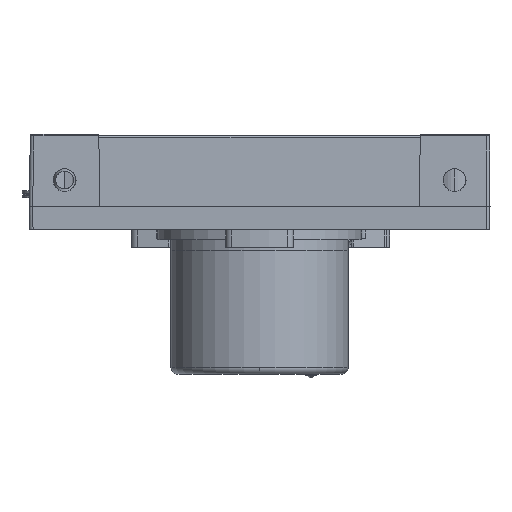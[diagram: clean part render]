
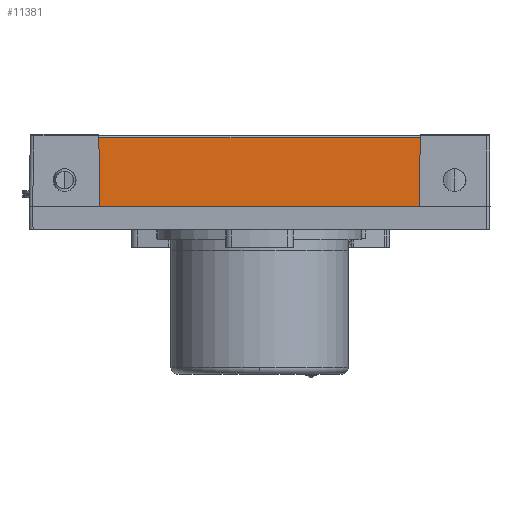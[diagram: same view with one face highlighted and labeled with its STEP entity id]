
A CAD part, left-side view. The second image highlights one B-rep face of the part: STEP entity #11381.
In plain terms, the highlighted planar face has unit normal (-1, 0, 0.018).
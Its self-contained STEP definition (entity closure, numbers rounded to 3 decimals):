
#741 = LINE ( 'NONE', #9906, #18877 ) ;
#1658 = AXIS2_PLACEMENT_3D ( 'NONE', #17386, #20614, #3901 ) ;
#2118 = ORIENTED_EDGE ( 'NONE', *, *, #13127, .T. ) ;
#2513 = PLANE ( 'NONE',  #1658 ) ;
#3901 = DIRECTION ( 'NONE',  ( 0.017, 0., 1. ) ) ;
#4422 = LINE ( 'NONE', #4616, #11430 ) ;
#4616 = CARTESIAN_POINT ( 'NONE',  ( -64.5, 0., -20. ) ) ;
#5043 = CARTESIAN_POINT ( 'NONE',  ( -64.5, 45., -20. ) ) ;
#5789 = EDGE_CURVE ( 'NONE', #11306, #12344, #6651, .T. ) ;
#6651 = LINE ( 'NONE', #13591, #14429 ) ;
#9211 = EDGE_LOOP ( 'NONE', ( #19561, #13253, #2118, #10111 ) ) ;
#9641 = FACE_OUTER_BOUND ( 'NONE', #9211, .T. ) ;
#9906 = CARTESIAN_POINT ( 'NONE',  ( -64.514, 44.986, -20.785 ) ) ;
#10111 = ORIENTED_EDGE ( 'NONE', *, *, #21419, .T. ) ;
#10688 = DIRECTION ( 'NONE',  ( 0., 1., 0. ) ) ;
#11264 = VECTOR ( 'NONE', #10688, 1000. ) ;
#11306 = VERTEX_POINT ( 'NONE', #15176 ) ;
#11381 = ADVANCED_FACE ( 'NONE', ( #9641 ), #2513, .T. ) ;
#11430 = VECTOR ( 'NONE', #17901, 1000. ) ;
#11555 = DIRECTION ( 'NONE',  ( -0.017, -0.017, -1. ) ) ;
#11725 = VERTEX_POINT ( 'NONE', #5043 ) ;
#12344 = VERTEX_POINT ( 'NONE', #20481 ) ;
#12423 = CARTESIAN_POINT ( 'NONE',  ( -64.159, 45.349, -0.491 ) ) ;
#13127 = EDGE_CURVE ( 'NONE', #15904, #11725, #741, .T. ) ;
#13253 = ORIENTED_EDGE ( 'NONE', *, *, #15922, .T. ) ;
#13591 = CARTESIAN_POINT ( 'NONE',  ( -64.514, -44.986, -20.785 ) ) ;
#14429 = VECTOR ( 'NONE', #14966, 1000. ) ;
#14966 = DIRECTION ( 'NONE',  ( 0.017, -0.017, 1. ) ) ;
#15176 = CARTESIAN_POINT ( 'NONE',  ( -64.5, -45., -20. ) ) ;
#15904 = VERTEX_POINT ( 'NONE', #19148 ) ;
#15922 = EDGE_CURVE ( 'NONE', #12344, #15904, #19576, .T. ) ;
#17386 = CARTESIAN_POINT ( 'NONE',  ( -64.5, 0., -20. ) ) ;
#17901 = DIRECTION ( 'NONE',  ( 0., -1., 0. ) ) ;
#18877 = VECTOR ( 'NONE', #11555, 1000. ) ;
#19148 = CARTESIAN_POINT ( 'NONE',  ( -64.159, 45.341, -0.491 ) ) ;
#19561 = ORIENTED_EDGE ( 'NONE', *, *, #5789, .T. ) ;
#19576 = LINE ( 'NONE', #12423, #11264 ) ;
#20481 = CARTESIAN_POINT ( 'NONE',  ( -64.159, -45.341, -0.491 ) ) ;
#20614 = DIRECTION ( 'NONE',  ( -1., 0., 0.017 ) ) ;
#21419 = EDGE_CURVE ( 'NONE', #11725, #11306, #4422, .T. ) ;
